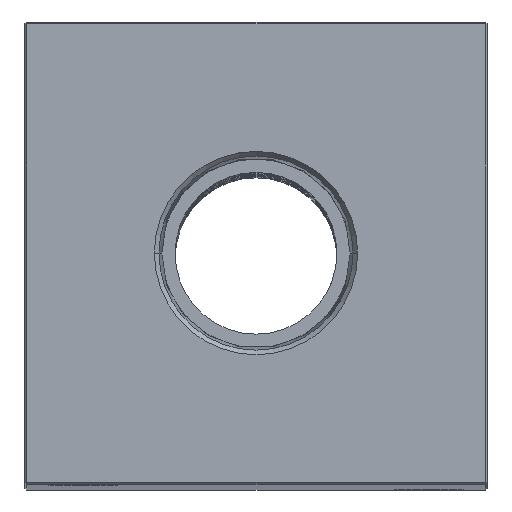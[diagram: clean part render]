
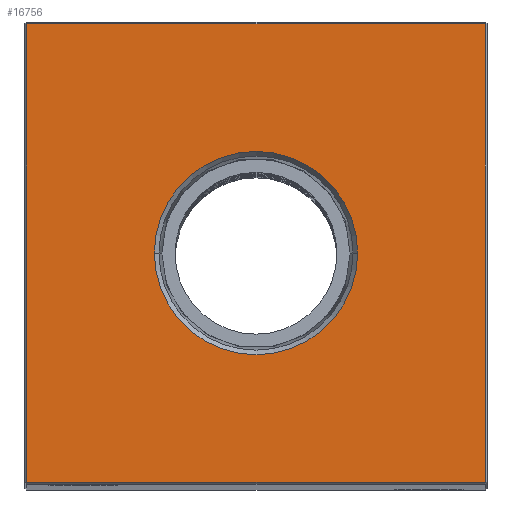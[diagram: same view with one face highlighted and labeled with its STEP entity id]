
A CAD part, top view. The second image highlights one B-rep face of the part: STEP entity #16756.
In plain terms, the highlighted planar face has unit normal (0, 0, 1).
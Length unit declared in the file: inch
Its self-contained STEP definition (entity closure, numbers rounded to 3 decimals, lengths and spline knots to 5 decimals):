
#353 = DIRECTION ( 'NONE',  ( 1., 0., 0. ) ) ;
#929 = DIRECTION ( 'NONE',  ( 1., 0., 0. ) ) ;
#2250 = EDGE_LOOP ( 'NONE', ( #11267, #11876, #6364, #6203 ) ) ;
#2316 = PLANE ( 'NONE',  #14995 ) ;
#2583 = CIRCLE ( 'NONE', #13537, 0.5499 ) ;
#2981 = CARTESIAN_POINT ( 'NONE',  ( 0., -1.24, 18. ) ) ;
#4005 = VERTEX_POINT ( 'NONE', #26444 ) ;
#4012 = EDGE_CURVE ( 'NONE', #11906, #8413, #9424, .T. ) ;
#5327 = EDGE_LOOP ( 'NONE', ( #21619, #23189 ) ) ;
#5673 = DIRECTION ( 'NONE',  ( -1., 0., 0. ) ) ;
#6203 = ORIENTED_EDGE ( 'NONE', *, *, #24492, .T. ) ;
#6364 = ORIENTED_EDGE ( 'NONE', *, *, #4012, .T. ) ;
#6949 = VECTOR ( 'NONE', #21876, 39.37008 ) ;
#7224 = CARTESIAN_POINT ( 'NONE',  ( 0., 1.24, 18. ) ) ;
#7803 = VECTOR ( 'NONE', #5673, 39.37008 ) ;
#8413 = VERTEX_POINT ( 'NONE', #25956 ) ;
#8831 = CARTESIAN_POINT ( 'NONE',  ( 0., 0., 18. ) ) ;
#9424 = LINE ( 'NONE', #15991, #12729 ) ;
#9558 = DIRECTION ( 'NONE',  ( 0., 1., 0. ) ) ;
#9859 = CARTESIAN_POINT ( 'NONE',  ( -0.5499, 0., 18. ) ) ;
#9963 = CIRCLE ( 'NONE', #20560, 0.5499 ) ;
#10700 = CARTESIAN_POINT ( 'NONE',  ( 0., 0., 18. ) ) ;
#11267 = ORIENTED_EDGE ( 'NONE', *, *, #24699, .T. ) ;
#11876 = ORIENTED_EDGE ( 'NONE', *, *, #21117, .T. ) ;
#11906 = VERTEX_POINT ( 'NONE', #17657 ) ;
#12137 = LINE ( 'NONE', #7224, #7803 ) ;
#12327 = CARTESIAN_POINT ( 'NONE',  ( 0., 0., 18. ) ) ;
#12577 = VERTEX_POINT ( 'NONE', #15503 ) ;
#12729 = VECTOR ( 'NONE', #9558, 39.37008 ) ;
#13079 = DIRECTION ( 'NONE',  ( 0., 0., 1. ) ) ;
#13371 = CARTESIAN_POINT ( 'NONE',  ( -1.24, 1.24, 18. ) ) ;
#13425 = LINE ( 'NONE', #2981, #17011 ) ;
#13537 = AXIS2_PLACEMENT_3D ( 'NONE', #8831, #13079, #24072 ) ;
#14995 = AXIS2_PLACEMENT_3D ( 'NONE', #10700, #19080, #18673 ) ;
#15362 = EDGE_CURVE ( 'NONE', #21948, #12577, #2583, .T. ) ;
#15503 = CARTESIAN_POINT ( 'NONE',  ( 0.5499, 0., 18. ) ) ;
#15991 = CARTESIAN_POINT ( 'NONE',  ( 1.24, 0., 18. ) ) ;
#16756 = ADVANCED_FACE ( 'NONE', ( #18946, #24998 ), #2316, .F. ) ;
#16971 = DIRECTION ( 'NONE',  ( 0., 0., 1. ) ) ;
#17011 = VECTOR ( 'NONE', #929, 39.37008 ) ;
#17466 = LINE ( 'NONE', #25987, #6949 ) ;
#17657 = CARTESIAN_POINT ( 'NONE',  ( 1.24, -1.24, 18. ) ) ;
#18673 = DIRECTION ( 'NONE',  ( -1., 0., 0. ) ) ;
#18946 = FACE_OUTER_BOUND ( 'NONE', #2250, .T. ) ;
#19080 = DIRECTION ( 'NONE',  ( 0., 0., -1. ) ) ;
#20560 = AXIS2_PLACEMENT_3D ( 'NONE', #12327, #16971, #353 ) ;
#21117 = EDGE_CURVE ( 'NONE', #4005, #11906, #13425, .T. ) ;
#21619 = ORIENTED_EDGE ( 'NONE', *, *, #21986, .F. ) ;
#21876 = DIRECTION ( 'NONE',  ( 0., -1., 0. ) ) ;
#21948 = VERTEX_POINT ( 'NONE', #9859 ) ;
#21986 = EDGE_CURVE ( 'NONE', #12577, #21948, #9963, .T. ) ;
#23189 = ORIENTED_EDGE ( 'NONE', *, *, #15362, .F. ) ;
#23591 = VERTEX_POINT ( 'NONE', #13371 ) ;
#24072 = DIRECTION ( 'NONE',  ( 1., 0., 0. ) ) ;
#24492 = EDGE_CURVE ( 'NONE', #8413, #23591, #12137, .T. ) ;
#24699 = EDGE_CURVE ( 'NONE', #23591, #4005, #17466, .T. ) ;
#24998 = FACE_BOUND ( 'NONE', #5327, .T. ) ;
#25956 = CARTESIAN_POINT ( 'NONE',  ( 1.24, 1.24, 18. ) ) ;
#25987 = CARTESIAN_POINT ( 'NONE',  ( -1.24, 0., 18. ) ) ;
#26444 = CARTESIAN_POINT ( 'NONE',  ( -1.24, -1.24, 18. ) ) ;
